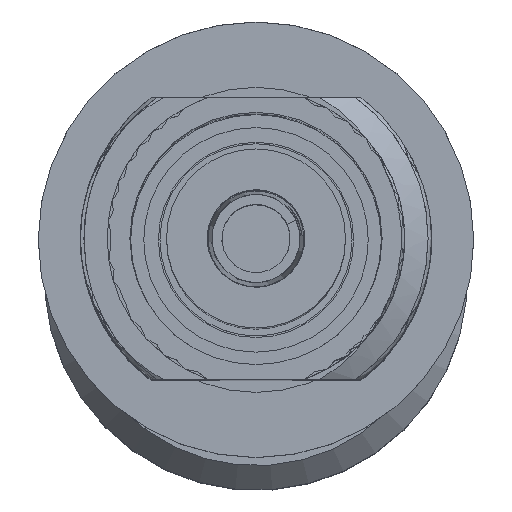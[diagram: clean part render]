
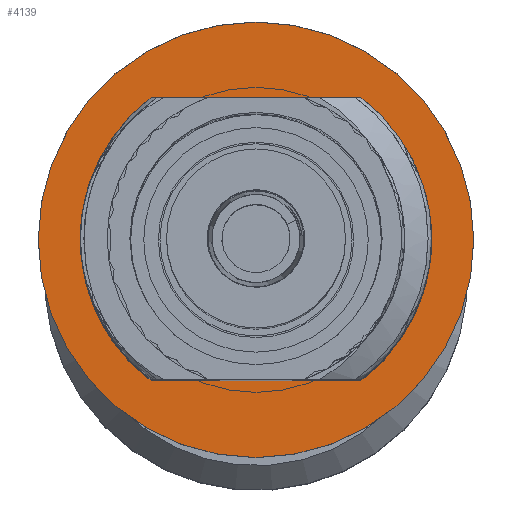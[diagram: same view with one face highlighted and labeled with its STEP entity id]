
A CAD part, top view. The second image highlights one B-rep face of the part: STEP entity #4139.
In plain terms, the highlighted planar face has unit normal (0, 0, 1).
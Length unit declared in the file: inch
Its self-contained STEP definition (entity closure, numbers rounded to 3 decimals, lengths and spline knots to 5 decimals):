
#179=LINE('',#7430,#196);
#182=LINE('',#14038,#199);
#196=VECTOR('',#4693,0.3937);
#199=VECTOR('',#4772,0.3937);
#1021=FACE_BOUND('',#1547,.T.);
#1260=FACE_OUTER_BOUND('',#1546,.T.);
#1546=EDGE_LOOP('',(#3727));
#1547=EDGE_LOOP('',(#3728,#3729,#3730,#3731));
#1692=CIRCLE('',#4289,0.108);
#1693=CIRCLE('',#4351,0.108);
#1695=CIRCLE('',#4358,0.13386);
#1797=VERTEX_POINT('',#5681);
#1798=VERTEX_POINT('',#5683);
#1935=VERTEX_POINT('',#7428);
#2080=VERTEX_POINT('',#14028);
#2082=VERTEX_POINT('',#14040);
#2222=EDGE_CURVE('',#1798,#1797,#1692,.T.);
#2361=EDGE_CURVE('',#1935,#1797,#179,.T.);
#2648=EDGE_CURVE('',#1935,#2080,#1693,.T.);
#2651=EDGE_CURVE('',#1798,#2080,#182,.T.);
#2652=EDGE_CURVE('',#2082,#2082,#1695,.T.);
#3727=ORIENTED_EDGE('',*,*,#2652,.F.);
#3728=ORIENTED_EDGE('',*,*,#2648,.T.);
#3729=ORIENTED_EDGE('',*,*,#2651,.F.);
#3730=ORIENTED_EDGE('',*,*,#2222,.T.);
#3731=ORIENTED_EDGE('',*,*,#2361,.F.);
#3931=PLANE('',#4357);
#4139=ADVANCED_FACE('',(#1260,#1021),#3931,.T.);
#4289=AXIS2_PLACEMENT_3D('',#5684,#4630,#4631);
#4351=AXIS2_PLACEMENT_3D('',#14030,#4759,#4760);
#4357=AXIS2_PLACEMENT_3D('',#14039,#4773,#4774);
#4358=AXIS2_PLACEMENT_3D('',#14041,#4775,#4776);
#4630=DIRECTION('center_axis',(0.,0.,-1.));
#4631=DIRECTION('ref_axis',(0.,1.,0.));
#4693=DIRECTION('',(-1.,0.,0.));
#4759=DIRECTION('center_axis',(0.,0.,-1.));
#4760=DIRECTION('ref_axis',(0.,1.,0.));
#4772=DIRECTION('',(1.,0.,0.));
#4773=DIRECTION('center_axis',(0.,0.,1.));
#4774=DIRECTION('ref_axis',(1.,0.,0.));
#4775=DIRECTION('center_axis',(0.,0.,-1.));
#4776=DIRECTION('ref_axis',(0.,1.,0.));
#5681=CARTESIAN_POINT('',(-0.06451,0.08661,6.85446));
#5683=CARTESIAN_POINT('',(-0.06451,-0.08661,6.85446));
#5684=CARTESIAN_POINT('Origin',(0.,0.,
6.85446));
#7428=CARTESIAN_POINT('',(0.06451,0.08661,6.85446));
#7430=CARTESIAN_POINT('',(0.06451,0.08661,6.85446));
#14028=CARTESIAN_POINT('',(0.06451,-0.08661,6.85446));
#14030=CARTESIAN_POINT('Origin',(0.,0.,
6.85446));
#14038=CARTESIAN_POINT('',(-0.06451,-0.08661,6.85446));
#14039=CARTESIAN_POINT('Origin',(0.,0.12093,
6.85446));
#14040=CARTESIAN_POINT('',(0.,0.13386,6.85446));
#14041=CARTESIAN_POINT('Origin',(0.,0.,
6.85446));
